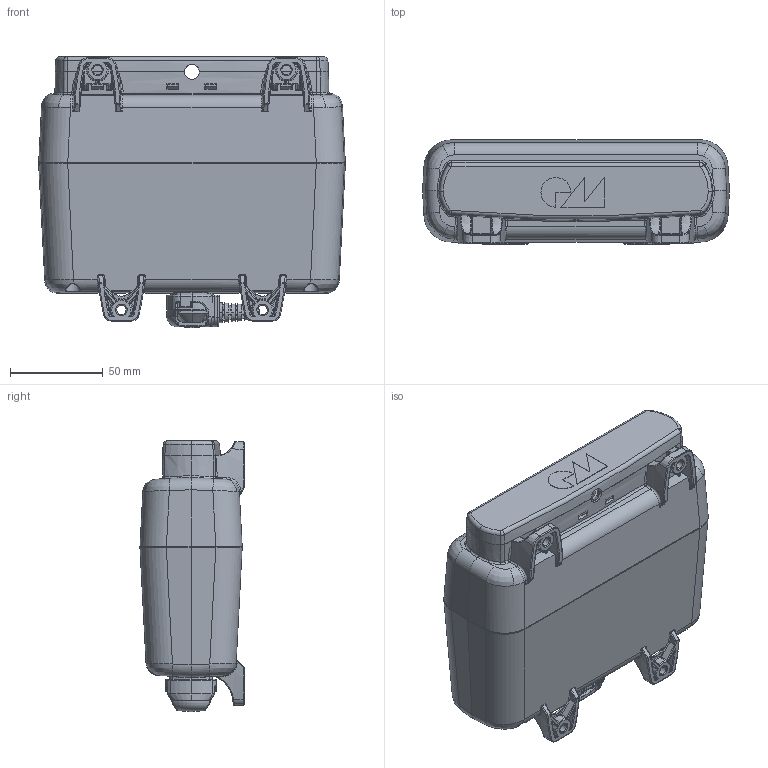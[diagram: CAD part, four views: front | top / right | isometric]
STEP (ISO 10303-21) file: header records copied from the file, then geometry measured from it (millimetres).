
FILE_DESCRIPTION (( 'STEP AP203' ), '1' );
FILE_NAME ('MCL3.STEP', '2015-07-24T08:17:12', ( 'admin' ), ( 'Hewlett-Packard Company' ), 'SwSTEP 2.0', 'SolidWorks 2014', '' );
FILE_SCHEMA (( 'CONFIG_CONTROL_DESIGN' ));
Length unit declared in the file: millimetre
Products named in the file (1): MCL3
Bounding box: 165 x 56 x 145.9 mm (x, y, z)
Volume: 892183.9 mm3; surface area: 102287 mm2
Topology: 3 solids, 3 shells, 1626 faces, 4185 edges, 2529 vertices
Faces by surface type: bspline 484, plane 456, cylinder 289, cone 207, torus 110, sphere 80
Entity records: 66910 total; most frequent: CARTESIAN_POINT 31946, ORIENTED_EDGE 8214, DIRECTION 6212, EDGE_CURVE 4107, VERTEX_POINT 2521, AXIS2_PLACEMENT_3D 2392, EDGE_LOOP 1692, ADVANCED_FACE 1626
